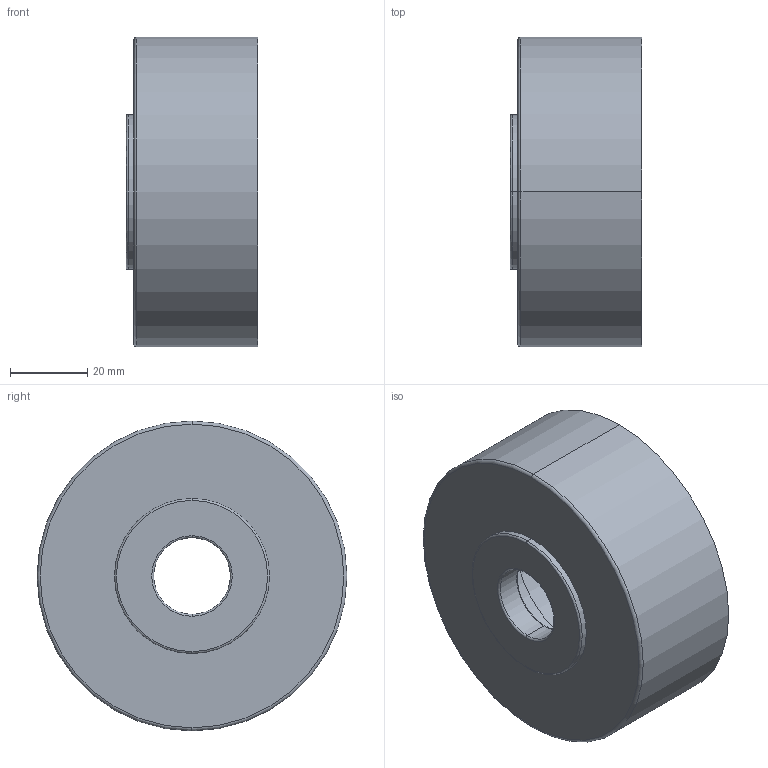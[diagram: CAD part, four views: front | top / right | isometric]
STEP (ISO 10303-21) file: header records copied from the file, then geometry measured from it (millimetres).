
FILE_DESCRIPTION (( 'STEP AP214' ), '1' );
FILE_NAME ('GDK80-24Z-1.5.STEP', '2024-07-29T01:30:12', ( '00' ), ( '' ), 'SwSTEP 2.0', 'SolidWorks 2018', '' );
FILE_SCHEMA (( 'AUTOMOTIVE_DESIGN' ));
Length unit declared in the file: millimetre
Products named in the file (1): GDK80-24Z-1.5
Bounding box: 34 x 80 x 80 mm (x, y, z)
Volume: 106076.5 mm3; surface area: 22267.6 mm2
Topology: 1 solids, 1 shells, 25 faces, 50 edges, 30 vertices
Faces by surface type: cylinder 10, torus 10, plane 5
Entity records: 977 total; most frequent: DIRECTION 142, CARTESIAN_POINT 106, ORIENTED_EDGE 100, AXIS2_PLACEMENT_3D 66, EDGE_CURVE 50, CIRCLE 40, EDGE_LOOP 30, VERTEX_POINT 30
